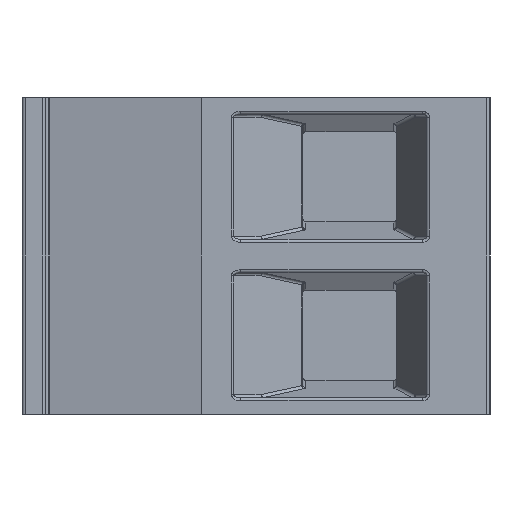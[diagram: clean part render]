
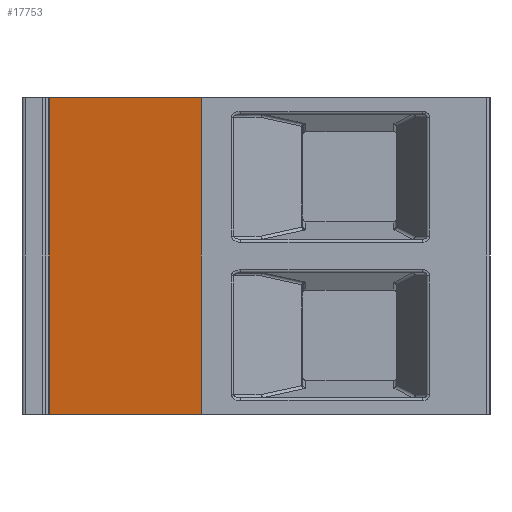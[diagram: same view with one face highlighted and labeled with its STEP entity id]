
A CAD part, left-side view. The second image highlights one B-rep face of the part: STEP entity #17753.
In plain terms, the highlighted planar face has unit normal (-0.981, 0.196, 0).
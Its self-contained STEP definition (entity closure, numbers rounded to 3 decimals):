
#223 = PLANE ( 'NONE',  #16940 ) ;
#290 = DIRECTION ( 'NONE',  ( 0.196, 0.981, 0. ) ) ;
#1369 = ORIENTED_EDGE ( 'NONE', *, *, #10025, .F. ) ;
#1660 = LINE ( 'NONE', #14751, #5522 ) ;
#2904 = EDGE_CURVE ( 'NONE', #3582, #12882, #14815, .T. ) ;
#3582 = VERTEX_POINT ( 'NONE', #20111 ) ;
#3873 = DIRECTION ( 'NONE',  ( -0.196, -0.981, 0. ) ) ;
#4933 = DIRECTION ( 'NONE',  ( 0., 0., 1. ) ) ;
#5040 = CARTESIAN_POINT ( 'NONE',  ( -4.424, 10.08, -2.54 ) ) ;
#5296 = CARTESIAN_POINT ( 'NONE',  ( -4.4, 10.2, -7.62 ) ) ;
#5522 = VECTOR ( 'NONE', #4933, 1000. ) ;
#5953 = VECTOR ( 'NONE', #3873, 1000. ) ;
#6684 = DIRECTION ( 'NONE',  ( 0., 0., -1. ) ) ;
#7228 = CARTESIAN_POINT ( 'NONE',  ( -4.424, 10.08, -7.62 ) ) ;
#8523 = VECTOR ( 'NONE', #11983, 1000. ) ;
#9276 = VERTEX_POINT ( 'NONE', #10043 ) ;
#10025 = EDGE_CURVE ( 'NONE', #3582, #13862, #19489, .T. ) ;
#10043 = CARTESIAN_POINT ( 'NONE',  ( -5.398, 5.21, -7.62 ) ) ;
#10214 = DIRECTION ( 'NONE',  ( 0.981, -0.196, 0. ) ) ;
#11983 = DIRECTION ( 'NONE',  ( -0.196, -0.981, 0. ) ) ;
#12200 = ORIENTED_EDGE ( 'NONE', *, *, #19088, .T. ) ;
#12497 = FACE_OUTER_BOUND ( 'NONE', #16480, .T. ) ;
#12563 = VECTOR ( 'NONE', #6684, 1000. ) ;
#12882 = VERTEX_POINT ( 'NONE', #7228 ) ;
#13862 = VERTEX_POINT ( 'NONE', #16384 ) ;
#14751 = CARTESIAN_POINT ( 'NONE',  ( -5.398, 5.21, 2.54 ) ) ;
#14815 = LINE ( 'NONE', #5040, #12563 ) ;
#15499 = CARTESIAN_POINT ( 'NONE',  ( -4.4, 10.2, 2.54 ) ) ;
#16384 = CARTESIAN_POINT ( 'NONE',  ( -5.398, 5.21, 2.54 ) ) ;
#16480 = EDGE_LOOP ( 'NONE', ( #16871, #18636, #12200, #1369 ) ) ;
#16871 = ORIENTED_EDGE ( 'NONE', *, *, #2904, .T. ) ;
#16940 = AXIS2_PLACEMENT_3D ( 'NONE', #19923, #10214, #290 ) ;
#17211 = LINE ( 'NONE', #5296, #8523 ) ;
#17753 = ADVANCED_FACE ( 'NONE', ( #12497 ), #223, .F. ) ;
#18636 = ORIENTED_EDGE ( 'NONE', *, *, #20690, .T. ) ;
#19088 = EDGE_CURVE ( 'NONE', #9276, #13862, #1660, .T. ) ;
#19489 = LINE ( 'NONE', #15499, #5953 ) ;
#19923 = CARTESIAN_POINT ( 'NONE',  ( -4.4, 10.2, 2.54 ) ) ;
#20111 = CARTESIAN_POINT ( 'NONE',  ( -4.424, 10.08, 2.54 ) ) ;
#20690 = EDGE_CURVE ( 'NONE', #12882, #9276, #17211, .T. ) ;
